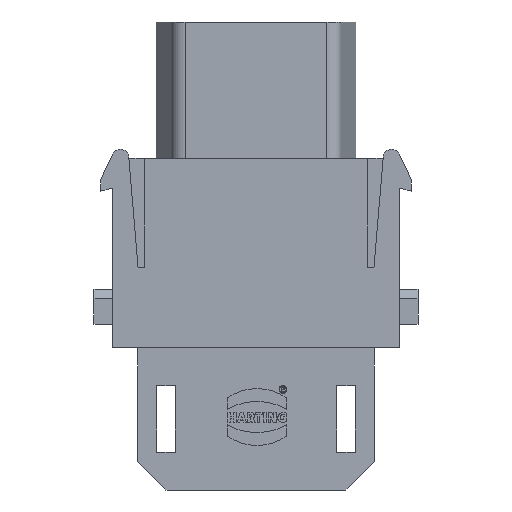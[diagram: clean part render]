
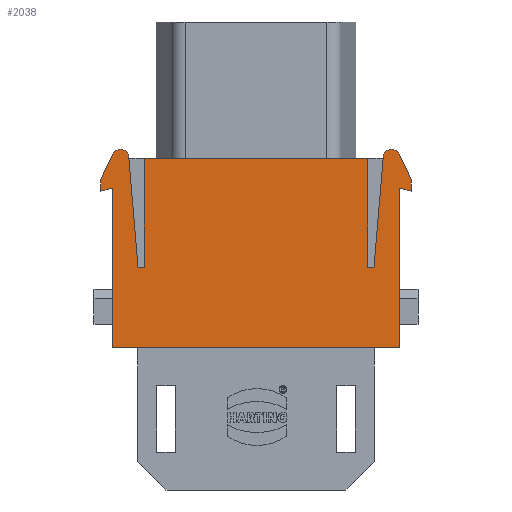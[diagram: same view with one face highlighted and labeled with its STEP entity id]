
A CAD part, left-side view. The second image highlights one B-rep face of the part: STEP entity #2038.
In plain terms, the highlighted planar face has unit normal (-1, 0, 0).
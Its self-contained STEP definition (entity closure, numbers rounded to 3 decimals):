
#1763=CIRCLE('',#9601,0.9);
#1764=CIRCLE('',#9613,0.9);
#2038=ADVANCED_FACE('',(#2738),#2412,.T.);
#2412=PLANE('',#9698);
#2738=FACE_OUTER_BOUND('',#3144,.T.);
#3144=EDGE_LOOP('',(#4167,#4168,#4169,#4170,#4171,#4172,#4173,#4174,#4175,
#4176,#4177,#4178,#4179,#4180,#4181,#4182,#4183,#4184));
#4167=ORIENTED_EDGE('',*,*,#6782,.T.);
#4168=ORIENTED_EDGE('',*,*,#6778,.T.);
#4169=ORIENTED_EDGE('',*,*,#6563,.T.);
#4170=ORIENTED_EDGE('',*,*,#6783,.F.);
#4171=ORIENTED_EDGE('',*,*,#6559,.T.);
#4172=ORIENTED_EDGE('',*,*,#6784,.T.);
#4173=ORIENTED_EDGE('',*,*,#6555,.T.);
#4174=ORIENTED_EDGE('',*,*,#6552,.T.);
#4175=ORIENTED_EDGE('',*,*,#6549,.T.);
#4176=ORIENTED_EDGE('',*,*,#6546,.T.);
#4177=ORIENTED_EDGE('',*,*,#6543,.T.);
#4178=ORIENTED_EDGE('',*,*,#6785,.F.);
#4179=ORIENTED_EDGE('',*,*,#6748,.F.);
#4180=ORIENTED_EDGE('',*,*,#6775,.T.);
#4181=ORIENTED_EDGE('',*,*,#6593,.T.);
#4182=ORIENTED_EDGE('',*,*,#6590,.T.);
#4183=ORIENTED_EDGE('',*,*,#6587,.T.);
#4184=ORIENTED_EDGE('',*,*,#6584,.T.);
#5818=VERTEX_POINT('',#12571);
#5819=VERTEX_POINT('',#12573);
#5821=VERTEX_POINT('',#12579);
#5823=VERTEX_POINT('',#12585);
#5825=VERTEX_POINT('',#12591);
#5827=VERTEX_POINT('',#12597);
#5830=VERTEX_POINT('',#12604);
#5831=VERTEX_POINT('',#12606);
#5834=VERTEX_POINT('',#12613);
#5835=VERTEX_POINT('',#12615);
#5849=VERTEX_POINT('',#12657);
#5850=VERTEX_POINT('',#12659);
#5852=VERTEX_POINT('',#12665);
#5854=VERTEX_POINT('',#12671);
#5856=VERTEX_POINT('',#12677);
#5953=VERTEX_POINT('',#12982);
#5954=VERTEX_POINT('',#12984);
#5970=VERTEX_POINT('',#13041);
#6543=EDGE_CURVE('',#5819,#5818,#7607,.T.);
#6546=EDGE_CURVE('',#5821,#5819,#7610,.T.);
#6549=EDGE_CURVE('',#5823,#5821,#7613,.T.);
#6552=EDGE_CURVE('',#5825,#5823,#1763,.T.);
#6555=EDGE_CURVE('',#5827,#5825,#7617,.T.);
#6559=EDGE_CURVE('',#5831,#5830,#7621,.T.);
#6563=EDGE_CURVE('',#5835,#5834,#7625,.T.);
#6584=EDGE_CURVE('',#5850,#5849,#1764,.T.);
#6587=EDGE_CURVE('',#5852,#5850,#7647,.T.);
#6590=EDGE_CURVE('',#5854,#5852,#7650,.T.);
#6593=EDGE_CURVE('',#5856,#5854,#7653,.T.);
#6748=EDGE_CURVE('',#5953,#5954,#7798,.T.);
#6775=EDGE_CURVE('',#5953,#5856,#7823,.T.);
#6778=EDGE_CURVE('',#5970,#5835,#7826,.T.);
#6782=EDGE_CURVE('',#5849,#5970,#7830,.T.);
#6783=EDGE_CURVE('',#5831,#5834,#7831,.T.);
#6784=EDGE_CURVE('',#5830,#5827,#7832,.T.);
#6785=EDGE_CURVE('',#5954,#5818,#7833,.T.);
#7607=LINE('',#12572,#8564);
#7610=LINE('',#12578,#8567);
#7613=LINE('',#12584,#8570);
#7617=LINE('',#12596,#8574);
#7621=LINE('',#12605,#8578);
#7625=LINE('',#12614,#8582);
#7647=LINE('',#12664,#8604);
#7650=LINE('',#12670,#8607);
#7653=LINE('',#12676,#8610);
#7798=LINE('',#12983,#8755);
#7823=LINE('',#13035,#8780);
#7826=LINE('',#13040,#8783);
#7830=LINE('',#13048,#8787);
#7831=LINE('',#13050,#8788);
#7832=LINE('',#13051,#8789);
#7833=LINE('',#13052,#8790);
#8564=VECTOR('',#10375,1.);
#8567=VECTOR('',#10380,1.);
#8570=VECTOR('',#10385,1.);
#8574=VECTOR('',#10397,1.);
#8578=VECTOR('',#10403,1.);
#8582=VECTOR('',#10409,1.);
#8604=VECTOR('',#10453,1.);
#8607=VECTOR('',#10458,1.);
#8610=VECTOR('',#10463,1.);
#8755=VECTOR('',#10736,1.);
#8780=VECTOR('',#10783,1.);
#8783=VECTOR('',#10790,1.);
#8787=VECTOR('',#10798,1.);
#8788=VECTOR('',#10801,1.);
#8789=VECTOR('',#10802,1.);
#8790=VECTOR('',#10803,1.);
#9601=AXIS2_PLACEMENT_3D('',#12590,#10391,#10392);
#9613=AXIS2_PLACEMENT_3D('',#12658,#10446,#10447);
#9698=AXIS2_PLACEMENT_3D('',#13053,#10804,#10805);
#10375=DIRECTION('',(0.,-0.966,0.259));
#10380=DIRECTION('',(0.,0.,-1.));
#10385=DIRECTION('',(0.,0.423,-0.906));
#10391=DIRECTION('',(-1.,0.,0.));
#10392=DIRECTION('',(0.,-0.996,0.084));
#10397=DIRECTION('',(0.,0.084,0.996));
#10403=DIRECTION('',(0.,0.,-1.));
#10409=DIRECTION('',(0.,0.,1.));
#10446=DIRECTION('',(-1.,0.,0.));
#10447=DIRECTION('',(0.,-0.906,0.423));
#10453=DIRECTION('',(0.,0.423,0.906));
#10458=DIRECTION('',(0.,0.,1.));
#10463=DIRECTION('',(0.,-0.966,-0.259));
#10736=DIRECTION('',(0.,1.,0.));
#10783=DIRECTION('',(0.,0.,1.));
#10790=DIRECTION('',(0.,1.,0.));
#10798=DIRECTION('',(0.,0.084,-0.996));
#10801=DIRECTION('',(0.,-1.,0.));
#10802=DIRECTION('',(0.,1.,0.));
#10803=DIRECTION('',(0.,0.,1.));
#10804=DIRECTION('',(-1.,0.,0.));
#10805=DIRECTION('',(0.,-1.,0.));
#12571=CARTESIAN_POINT('',(-7.325,15.15,14.371));
#12572=CARTESIAN_POINT('',(-7.325,16.4,14.036));
#12573=CARTESIAN_POINT('',(-7.325,16.4,14.036));
#12578=CARTESIAN_POINT('',(-7.325,16.4,15.236));
#12579=CARTESIAN_POINT('',(-7.325,16.4,15.236));
#12584=CARTESIAN_POINT('',(-7.325,15.139,17.94));
#12585=CARTESIAN_POINT('',(-7.325,15.139,17.94));
#12590=CARTESIAN_POINT('',(-7.325,14.324,17.559));
#12591=CARTESIAN_POINT('',(-7.325,13.427,17.634));
#12596=CARTESIAN_POINT('',(-7.325,12.45,6.));
#12597=CARTESIAN_POINT('',(-7.325,12.45,6.));
#12604=CARTESIAN_POINT('',(-7.325,11.8,6.));
#12605=CARTESIAN_POINT('',(-7.325,11.8,17.5));
#12606=CARTESIAN_POINT('',(-7.325,11.8,17.5));
#12613=CARTESIAN_POINT('',(-7.325,-11.8,17.5));
#12614=CARTESIAN_POINT('',(-7.325,-11.8,6.));
#12615=CARTESIAN_POINT('',(-7.325,-11.8,6.));
#12657=CARTESIAN_POINT('',(-7.325,-13.427,17.634));
#12658=CARTESIAN_POINT('',(-7.325,-14.324,17.559));
#12659=CARTESIAN_POINT('',(-7.325,-15.139,17.94));
#12664=CARTESIAN_POINT('',(-7.325,-16.4,15.236));
#12665=CARTESIAN_POINT('',(-7.325,-16.4,15.236));
#12670=CARTESIAN_POINT('',(-7.325,-16.4,14.036));
#12671=CARTESIAN_POINT('',(-7.325,-16.4,14.036));
#12676=CARTESIAN_POINT('',(-7.325,-15.654,14.236));
#12677=CARTESIAN_POINT('',(-7.325,-15.15,14.371));
#12982=CARTESIAN_POINT('',(-7.325,-15.15,-2.5));
#12983=CARTESIAN_POINT('',(-7.325,-15.15,-2.5));
#12984=CARTESIAN_POINT('',(-7.325,15.15,-2.5));
#13035=CARTESIAN_POINT('',(-7.325,-15.15,-2.5));
#13040=CARTESIAN_POINT('',(-7.325,-12.45,6.));
#13041=CARTESIAN_POINT('',(-7.325,-12.45,6.));
#13048=CARTESIAN_POINT('',(-7.325,-13.427,17.634));
#13050=CARTESIAN_POINT('',(-7.325,11.8,17.5));
#13051=CARTESIAN_POINT('',(-7.325,11.8,6.));
#13052=CARTESIAN_POINT('',(-7.325,15.15,-2.5));
#13053=CARTESIAN_POINT('',(-7.325,16.599,-2.6));
